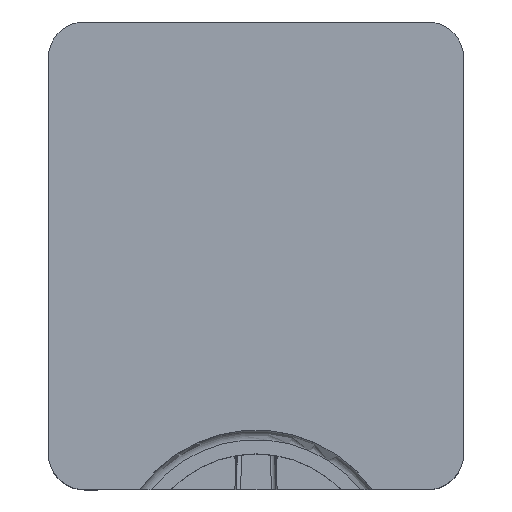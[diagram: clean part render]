
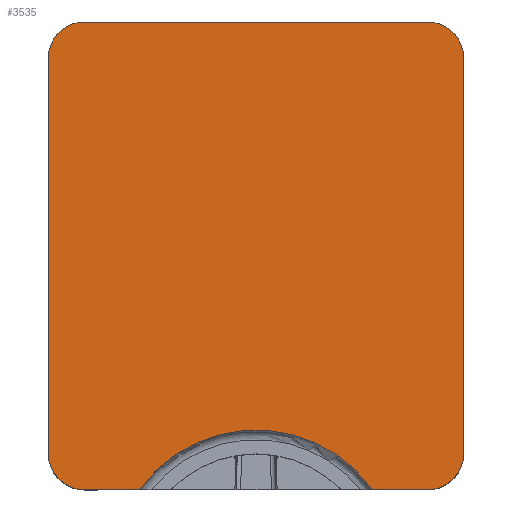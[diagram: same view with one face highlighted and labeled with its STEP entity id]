
A CAD part, top view. The second image highlights one B-rep face of the part: STEP entity #3535.
In plain terms, the highlighted planar face has unit normal (0, 0, 1).
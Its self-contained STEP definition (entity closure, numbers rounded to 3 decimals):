
#3535=ADVANCED_FACE('',(#4961),#3860,.T.);
#3860=PLANE('',#21711);
#4961=FACE_OUTER_BOUND('',#7982,.T.);
#5641=LINE('',#49183,#6312);
#5645=LINE('',#49199,#6316);
#5650=LINE('',#49217,#6321);
#5651=LINE('',#49221,#6322);
#5652=LINE('',#49225,#6323);
#6312=VECTOR('',#26131,1.);
#6316=VECTOR('',#26137,1.);
#6321=VECTOR('',#26156,1.);
#6322=VECTOR('',#26159,1.);
#6323=VECTOR('',#26162,1.);
#7982=EDGE_LOOP('',(#13729,#13730,#13731,#13732,#13733,#13734,#13735,#13736,
#13737,#13738));
#13729=ORIENTED_EDGE('',*,*,#18744,.T.);
#13730=ORIENTED_EDGE('',*,*,#18752,.T.);
#13731=ORIENTED_EDGE('',*,*,#18739,.T.);
#13732=ORIENTED_EDGE('',*,*,#18753,.F.);
#13733=ORIENTED_EDGE('',*,*,#18754,.T.);
#13734=ORIENTED_EDGE('',*,*,#18755,.F.);
#13735=ORIENTED_EDGE('',*,*,#18756,.T.);
#13736=ORIENTED_EDGE('',*,*,#18757,.F.);
#13737=ORIENTED_EDGE('',*,*,#18758,.F.);
#13738=ORIENTED_EDGE('',*,*,#18759,.F.);
#15822=VERTEX_POINT('',#49182);
#15823=VERTEX_POINT('',#49184);
#15827=VERTEX_POINT('',#49198);
#15828=VERTEX_POINT('',#49200);
#15833=VERTEX_POINT('',#49216);
#15834=VERTEX_POINT('',#49218);
#15835=VERTEX_POINT('',#49220);
#15836=VERTEX_POINT('',#49222);
#15837=VERTEX_POINT('',#49224);
#15838=VERTEX_POINT('',#49226);
#18739=EDGE_CURVE('',#15823,#15822,#5641,.T.);
#18744=EDGE_CURVE('',#15828,#15827,#5645,.T.);
#18752=EDGE_CURVE('',#15827,#15823,#19805,.T.);
#18753=EDGE_CURVE('',#15833,#15822,#19806,.T.);
#18754=EDGE_CURVE('',#15833,#15834,#5650,.T.);
#18755=EDGE_CURVE('',#15835,#15834,#19807,.T.);
#18756=EDGE_CURVE('',#15835,#15836,#5651,.T.);
#18757=EDGE_CURVE('',#15837,#15836,#19808,.T.);
#18758=EDGE_CURVE('',#15838,#15837,#5652,.T.);
#18759=EDGE_CURVE('',#15828,#15838,#19809,.T.);
#19805=CIRCLE('',#21706,60.);
#19806=CIRCLE('',#21707,15.);
#19807=CIRCLE('',#21708,15.);
#19808=CIRCLE('',#21709,15.);
#19809=CIRCLE('',#21710,15.);
#21706=AXIS2_PLACEMENT_3D('',#49214,#26152,#26153);
#21707=AXIS2_PLACEMENT_3D('',#49215,#26154,#26155);
#21708=AXIS2_PLACEMENT_3D('',#49219,#26157,#26158);
#21709=AXIS2_PLACEMENT_3D('',#49223,#26160,#26161);
#21710=AXIS2_PLACEMENT_3D('',#49227,#26163,#26164);
#21711=AXIS2_PLACEMENT_3D('',#49228,#26165,#26166);
#26131=DIRECTION('',(1.,0.,0.));
#26137=DIRECTION('',(1.,0.,0.));
#26152=DIRECTION('',(0.,0.,-1.));
#26153=DIRECTION('',(1.,0.,0.));
#26154=DIRECTION('',(0.,0.,-1.));
#26155=DIRECTION('',(1.,0.,0.));
#26156=DIRECTION('',(0.,1.,0.));
#26157=DIRECTION('',(0.,0.,-1.));
#26158=DIRECTION('',(1.,0.,0.));
#26159=DIRECTION('',(-1.,0.,0.));
#26160=DIRECTION('',(0.,0.,-1.));
#26161=DIRECTION('',(1.,0.,0.));
#26162=DIRECTION('',(0.,1.,0.));
#26163=DIRECTION('',(0.,0.,-1.));
#26164=DIRECTION('',(1.,0.,0.));
#26165=DIRECTION('',(0.,0.,1.));
#26166=DIRECTION('',(1.,0.,0.));
#49182=CARTESIAN_POINT('',(13.672,-44.91,33.441));
#49183=CARTESIAN_POINT('',(-130.328,-44.91,33.441));
#49184=CARTESIAN_POINT('',(-9.594,-44.91,33.441));
#49198=CARTESIAN_POINT('',(-107.062,-44.91,33.441));
#49199=CARTESIAN_POINT('',(-130.328,-44.91,33.441));
#49200=CARTESIAN_POINT('',(-130.328,-44.91,33.441));
#49214=CARTESIAN_POINT('',(-58.328,-79.91,33.441));
#49215=CARTESIAN_POINT('',(13.672,-29.91,33.441));
#49216=CARTESIAN_POINT('',(28.672,-29.91,33.441));
#49217=CARTESIAN_POINT('',(28.672,-29.91,33.441));
#49218=CARTESIAN_POINT('',(28.672,136.09,33.441));
#49219=CARTESIAN_POINT('',(13.672,136.09,33.441));
#49220=CARTESIAN_POINT('',(13.672,151.09,33.441));
#49221=CARTESIAN_POINT('',(13.672,151.09,33.441));
#49222=CARTESIAN_POINT('',(-130.328,151.09,33.441));
#49223=CARTESIAN_POINT('',(-130.328,136.09,33.441));
#49224=CARTESIAN_POINT('',(-145.328,136.09,33.441));
#49225=CARTESIAN_POINT('',(-145.328,-29.91,33.441));
#49226=CARTESIAN_POINT('',(-145.328,-29.91,33.441));
#49227=CARTESIAN_POINT('',(-130.328,-29.91,33.441));
#49228=CARTESIAN_POINT('',(-58.328,53.09,33.441));
